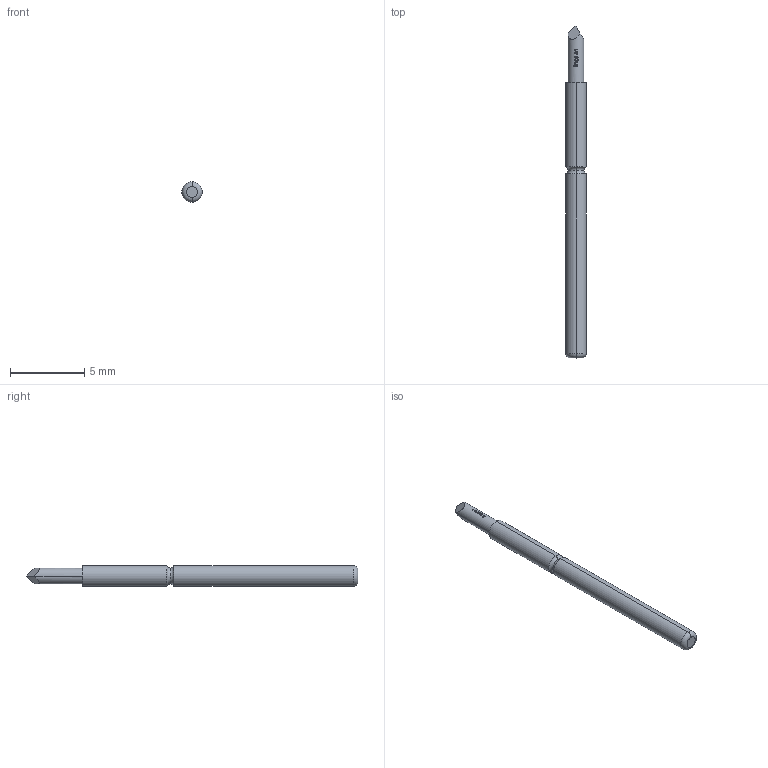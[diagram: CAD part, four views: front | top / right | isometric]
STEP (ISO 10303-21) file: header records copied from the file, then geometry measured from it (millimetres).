
FILE_DESCRIPTION (( 'STEP AP203' ), '1' );
FILE_NAME ('INGUN_GKS-945_357_106_A_xx00.STEP', '2022-04-14T05:43:00', ( 'ochi' ), ( '' ), 'SwSTEP 2.0', 'SolidWorks 2018', '' );
FILE_SCHEMA (( 'CONFIG_CONTROL_DESIGN' ));
Length unit declared in the file: millimetre
Products named in the file (1): INGUN_GKS-945_357_106_A_xx00
Bounding box: 1.37 x 22.3 x 1.37 mm (x, y, z)
Volume: 29.9 mm3; surface area: 93.2 mm2
Topology: 1 solids, 1 shells, 85 faces, 219 edges, 143 vertices
Faces by surface type: plane 45, bspline 22, cylinder 12, torus 6
Entity records: 2820 total; most frequent: CARTESIAN_POINT 860, ORIENTED_EDGE 438, DIRECTION 317, EDGE_CURVE 219, VERTEX_POINT 143, AXIS2_PLACEMENT_3D 124, EDGE_LOOP 92, B_SPLINE_CURVE_WITH_KNOTS 86
